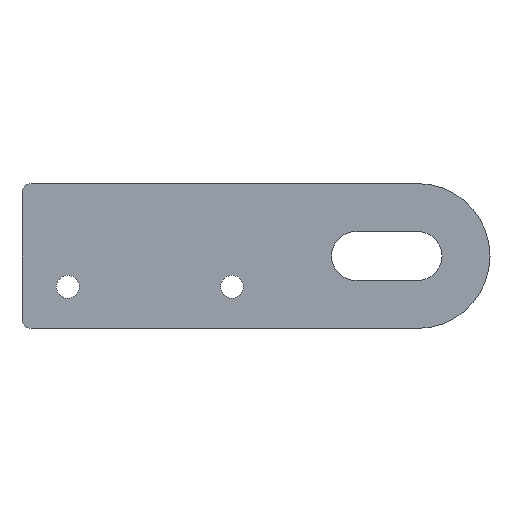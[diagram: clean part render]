
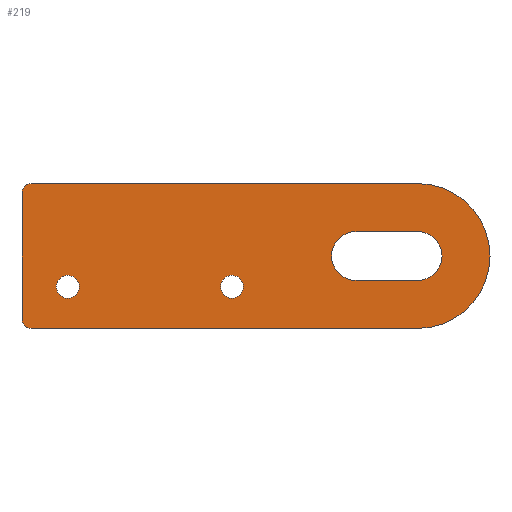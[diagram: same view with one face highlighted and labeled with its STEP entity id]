
A CAD part, front view. The second image highlights one B-rep face of the part: STEP entity #219.
In plain terms, the highlighted planar face has unit normal (0, -1, 0).
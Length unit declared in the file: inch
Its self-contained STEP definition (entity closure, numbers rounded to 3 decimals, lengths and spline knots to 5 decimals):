
#10 = CARTESIAN_POINT ( 'NONE',  ( -1.0678, 0., 0.2 ) ) ;
#11 = VECTOR ( 'NONE', #590, 39.37008 ) ;
#19 = CARTESIAN_POINT ( 'NONE',  ( -1.0928, 0., 0.175 ) ) ;
#23 = DIRECTION ( 'NONE',  ( 0., 1., 0. ) ) ;
#26 = DIRECTION ( 'NONE',  ( -1., 0., 0. ) ) ;
#30 = DIRECTION ( 'NONE',  ( 0., 0., 1. ) ) ;
#38 = CARTESIAN_POINT ( 'NONE',  ( -0.5128, 0., -0.1166 ) ) ;
#39 = CIRCLE ( 'NONE', #95, 0.025 ) ;
#52 = ORIENTED_EDGE ( 'NONE', *, *, #63, .F. ) ;
#59 = CARTESIAN_POINT ( 'NONE',  ( -1.0678, 0., -0.2 ) ) ;
#62 = CARTESIAN_POINT ( 'NONE',  ( -1.0928, 0., -0.175 ) ) ;
#63 = EDGE_CURVE ( 'NONE', #508, #202, #596, .T. ) ;
#67 = LINE ( 'NONE', #109, #515 ) ;
#69 = CARTESIAN_POINT ( 'NONE',  ( -0.17, 0., -0.0675 ) ) ;
#70 = ORIENTED_EDGE ( 'NONE', *, *, #157, .T. ) ;
#71 = DIRECTION ( 'NONE',  ( 0., 0., 1. ) ) ;
#73 = CARTESIAN_POINT ( 'NONE',  ( -1.0928, 0., 0.2 ) ) ;
#92 = EDGE_CURVE ( 'NONE', #512, #339, #348, .T. ) ;
#95 = AXIS2_PLACEMENT_3D ( 'NONE', #167, #171, #30 ) ;
#104 = EDGE_LOOP ( 'NONE', ( #70, #239 ) ) ;
#109 = CARTESIAN_POINT ( 'NONE',  ( 0., 0., -0.2 ) ) ;
#121 = DIRECTION ( 'NONE',  ( 0., 0., 1. ) ) ;
#122 = DIRECTION ( 'NONE',  ( 0., 0., 1. ) ) ;
#123 = ORIENTED_EDGE ( 'NONE', *, *, #92, .T. ) ;
#124 = DIRECTION ( 'NONE',  ( 0., 1., 0. ) ) ;
#125 = ORIENTED_EDGE ( 'NONE', *, *, #131, .F. ) ;
#126 = AXIS2_PLACEMENT_3D ( 'NONE', #363, #357, #354 ) ;
#127 = EDGE_CURVE ( 'NONE', #441, #138, #595, .T. ) ;
#130 = DIRECTION ( 'NONE',  ( 0., 1., 0. ) ) ;
#131 = EDGE_CURVE ( 'NONE', #345, #237, #247, .T. ) ;
#136 = AXIS2_PLACEMENT_3D ( 'NONE', #367, #23, #122 ) ;
#137 = LINE ( 'NONE', #73, #11 ) ;
#138 = VERTEX_POINT ( 'NONE', #254 ) ;
#140 = CARTESIAN_POINT ( 'NONE',  ( 0., 0., 0.2 ) ) ;
#144 = DIRECTION ( 'NONE',  ( 1., 0., 0. ) ) ;
#151 = DIRECTION ( 'NONE',  ( 0., 0., 1. ) ) ;
#152 = ORIENTED_EDGE ( 'NONE', *, *, #403, .F. ) ;
#153 = DIRECTION ( 'NONE',  ( 0., -1., 0. ) ) ;
#154 = AXIS2_PLACEMENT_3D ( 'NONE', #314, #308, #303 ) ;
#157 = EDGE_CURVE ( 'NONE', #520, #548, #228, .T. ) ;
#158 = CARTESIAN_POINT ( 'NONE',  ( -1.0678, 0., -0.175 ) ) ;
#161 = DIRECTION ( 'NONE',  ( -1., 0., 0. ) ) ;
#162 = EDGE_CURVE ( 'NONE', #508, #185, #488, .T. ) ;
#166 = AXIS2_PLACEMENT_3D ( 'NONE', #317, #124, #71 ) ;
#167 = CARTESIAN_POINT ( 'NONE',  ( -1.0678, 0., 0.175 ) ) ;
#169 = CARTESIAN_POINT ( 'NONE',  ( -0.96628, 0., -0.0534 ) ) ;
#171 = DIRECTION ( 'NONE',  ( 0., -1., 0. ) ) ;
#174 = DIRECTION ( 'NONE',  ( 0., 1., 0. ) ) ;
#185 = VERTEX_POINT ( 'NONE', #59 ) ;
#192 = DIRECTION ( 'NONE',  ( 0., 0., 1. ) ) ;
#195 = FACE_BOUND ( 'NONE', #218, .T. ) ;
#197 = ORIENTED_EDGE ( 'NONE', *, *, #397, .T. ) ;
#198 = DIRECTION ( 'NONE',  ( 0., 1., 0. ) ) ;
#201 = CARTESIAN_POINT ( 'NONE',  ( -0.96628, 0., -0.085 ) ) ;
#202 = VERTEX_POINT ( 'NONE', #19 ) ;
#204 = CARTESIAN_POINT ( 'NONE',  ( -0.17, 0., 0.0675 ) ) ;
#207 = CARTESIAN_POINT ( 'NONE',  ( -0.96628, 0., -0.085 ) ) ;
#216 = AXIS2_PLACEMENT_3D ( 'NONE', #201, #198, #192 ) ;
#218 = EDGE_LOOP ( 'NONE', ( #599, #323 ) ) ;
#219 = ADVANCED_FACE ( 'NONE', ( #427, #195, #389, #536 ), #418, .F. ) ;
#221 = EDGE_CURVE ( 'NONE', #573, #202, #39, .T. ) ;
#224 = VECTOR ( 'NONE', #26, 39.37008 ) ;
#228 = CIRCLE ( 'NONE', #216, 0.0316 ) ;
#237 = VERTEX_POINT ( 'NONE', #455 ) ;
#239 = ORIENTED_EDGE ( 'NONE', *, *, #296, .T. ) ;
#245 = CIRCLE ( 'NONE', #271, 0.0316 ) ;
#246 = LINE ( 'NONE', #480, #487 ) ;
#247 = CIRCLE ( 'NONE', #154, 0.2 ) ;
#254 = CARTESIAN_POINT ( 'NONE',  ( -0.5128, 0., -0.0534 ) ) ;
#257 = CARTESIAN_POINT ( 'NONE',  ( 0., 0., 0.0675 ) ) ;
#261 = EDGE_CURVE ( 'NONE', #138, #441, #290, .T. ) ;
#271 = AXIS2_PLACEMENT_3D ( 'NONE', #207, #174, #121 ) ;
#286 = ORIENTED_EDGE ( 'NONE', *, *, #162, .T. ) ;
#287 = AXIS2_PLACEMENT_3D ( 'NONE', #158, #153, #151 ) ;
#290 = CIRCLE ( 'NONE', #166, 0.0316 ) ;
#293 = CARTESIAN_POINT ( 'NONE',  ( -0.17, 0., -0.0675 ) ) ;
#296 = EDGE_CURVE ( 'NONE', #548, #520, #245, .T. ) ;
#303 = DIRECTION ( 'NONE',  ( 0., 0., 1. ) ) ;
#308 = DIRECTION ( 'NONE',  ( 0., 1., 0. ) ) ;
#314 = CARTESIAN_POINT ( 'NONE',  ( 0., 0., 0. ) ) ;
#317 = CARTESIAN_POINT ( 'NONE',  ( -0.5128, 0., -0.085 ) ) ;
#322 = EDGE_CURVE ( 'NONE', #339, #589, #360, .T. ) ;
#323 = ORIENTED_EDGE ( 'NONE', *, *, #127, .T. ) ;
#339 = VERTEX_POINT ( 'NONE', #521 ) ;
#345 = VERTEX_POINT ( 'NONE', #140 ) ;
#348 = CIRCLE ( 'NONE', #524, 0.0675 ) ;
#354 = DIRECTION ( 'NONE',  ( 0., 0., 1. ) ) ;
#357 = DIRECTION ( 'NONE',  ( 0., 1., 0. ) ) ;
#360 = LINE ( 'NONE', #69, #224 ) ;
#363 = CARTESIAN_POINT ( 'NONE',  ( -0.5128, 0., -0.085 ) ) ;
#367 = CARTESIAN_POINT ( 'NONE',  ( 0., 0., 0. ) ) ;
#378 = ORIENTED_EDGE ( 'NONE', *, *, #462, .T. ) ;
#386 = ORIENTED_EDGE ( 'NONE', *, *, #428, .F. ) ;
#389 = FACE_BOUND ( 'NONE', #432, .T. ) ;
#393 = VERTEX_POINT ( 'NONE', #204 ) ;
#397 = EDGE_CURVE ( 'NONE', #589, #393, #456, .T. ) ;
#403 = EDGE_CURVE ( 'NONE', #237, #185, #67, .T. ) ;
#412 = DIRECTION ( 'NONE',  ( 0., 0., 1. ) ) ;
#417 = CARTESIAN_POINT ( 'NONE',  ( -1.0928, 0., -0.2 ) ) ;
#418 = PLANE ( 'NONE',  #136 ) ;
#427 = FACE_BOUND ( 'NONE', #104, .T. ) ;
#428 = EDGE_CURVE ( 'NONE', #573, #345, #137, .T. ) ;
#430 = DIRECTION ( 'NONE',  ( 0., 0., 1. ) ) ;
#432 = EDGE_LOOP ( 'NONE', ( #518, #197, #378, #123 ) ) ;
#438 = ORIENTED_EDGE ( 'NONE', *, *, #221, .T. ) ;
#441 = VERTEX_POINT ( 'NONE', #38 ) ;
#455 = CARTESIAN_POINT ( 'NONE',  ( 0., 0., -0.2 ) ) ;
#456 = CIRCLE ( 'NONE', #574, 0.0675 ) ;
#462 = EDGE_CURVE ( 'NONE', #393, #512, #246, .T. ) ;
#480 = CARTESIAN_POINT ( 'NONE',  ( -0.17, 0., 0.0675 ) ) ;
#484 = DIRECTION ( 'NONE',  ( 0., 0., 1. ) ) ;
#487 = VECTOR ( 'NONE', #144, 39.37008 ) ;
#488 = CIRCLE ( 'NONE', #287, 0.025 ) ;
#491 = DIRECTION ( 'NONE',  ( 0., 1., 0. ) ) ;
#505 = EDGE_LOOP ( 'NONE', ( #52, #286, #152, #125, #386, #438 ) ) ;
#508 = VERTEX_POINT ( 'NONE', #62 ) ;
#512 = VERTEX_POINT ( 'NONE', #257 ) ;
#515 = VECTOR ( 'NONE', #161, 39.37008 ) ;
#518 = ORIENTED_EDGE ( 'NONE', *, *, #322, .T. ) ;
#520 = VERTEX_POINT ( 'NONE', #169 ) ;
#521 = CARTESIAN_POINT ( 'NONE',  ( 0., 0., -0.0675 ) ) ;
#524 = AXIS2_PLACEMENT_3D ( 'NONE', #563, #491, #484 ) ;
#532 = CARTESIAN_POINT ( 'NONE',  ( -0.96628, 0., -0.1166 ) ) ;
#536 = FACE_OUTER_BOUND ( 'NONE', #505, .T. ) ;
#548 = VERTEX_POINT ( 'NONE', #532 ) ;
#549 = CARTESIAN_POINT ( 'NONE',  ( -0.17, 0., 0. ) ) ;
#563 = CARTESIAN_POINT ( 'NONE',  ( 0., 0., 0. ) ) ;
#573 = VERTEX_POINT ( 'NONE', #10 ) ;
#574 = AXIS2_PLACEMENT_3D ( 'NONE', #549, #130, #430 ) ;
#584 = VECTOR ( 'NONE', #412, 39.37008 ) ;
#589 = VERTEX_POINT ( 'NONE', #293 ) ;
#590 = DIRECTION ( 'NONE',  ( 1., 0., 0. ) ) ;
#595 = CIRCLE ( 'NONE', #126, 0.0316 ) ;
#596 = LINE ( 'NONE', #417, #584 ) ;
#599 = ORIENTED_EDGE ( 'NONE', *, *, #261, .T. ) ;
